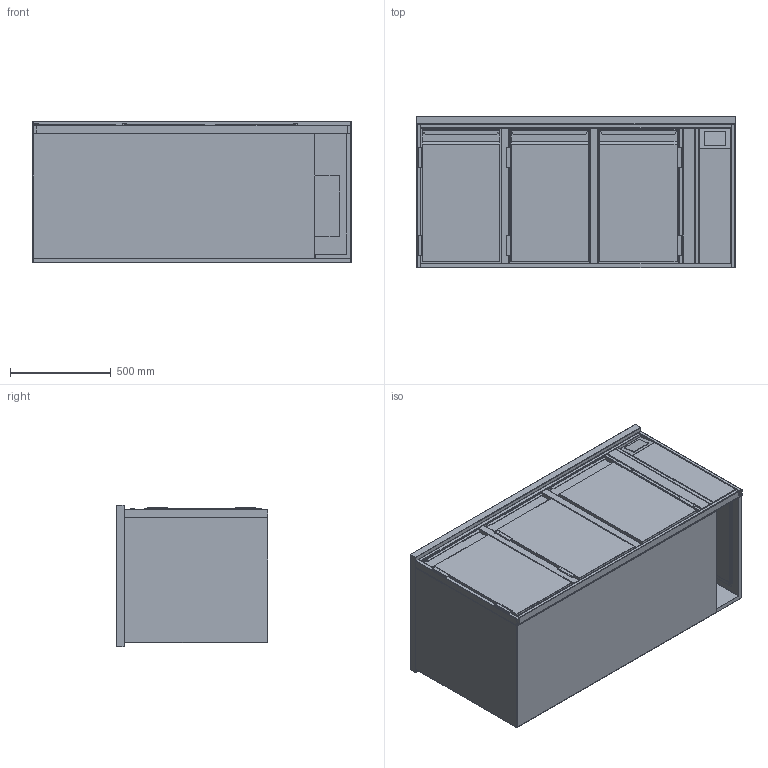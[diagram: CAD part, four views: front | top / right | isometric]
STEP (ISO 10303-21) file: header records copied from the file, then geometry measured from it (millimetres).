
FILE_DESCRIPTION (( 'STEP AP214' ), '1' );
FILE_NAME ('SZ-3-71-Z-R-3T-V03_54.step', '2025-02-25T08:33:04', ( '' ), ( '' ), 'SwSTEP 2.0', 'SolidWorks 2023', '' );
FILE_SCHEMA (( 'AUTOMOTIVE_DESIGN' ));
Length unit declared in the file: millimetre
Products named in the file (12): 25-02-56863_Oberplatte-1580-700-40-R; 20-03-43319_G-SA-Einbauelement-Tür-400-660-710-L; 18-06-35404_TUER-385-655-L; 25-02-56864_G-SA-Korpus-1400-660-710-R; 21-01-47566_G-SA-FRR-710-1580--1400B-1SV60-180; 20-03-43331_G-KT-Auflage-400-660-mit-Rost; 18-06-35404_TUER-385-655-R; 20-03-43331_G-KT-Auflage-400-660-Ohne-Rost; 24-02-55011_G-KT-Fach-Z-R-180-660-710; SZ-3-71-Z-R-3T-V03_54; 20-03-43318_G-KT-Rahmen-Tür-400-710; 20-03-43319_G-SA-Einbauelement-Tür-400-660-710-R
Assembly tree (15 placements, depth 3):
  SZ-3-71-Z-R-3T-V03_54
    25-02-56864_G-SA-Korpus-1400-660-710-R
    21-01-47566_G-SA-FRR-710-1580--1400B-1SV60-180
    24-02-55011_G-KT-Fach-Z-R-180-660-710
    20-03-43319_G-SA-Einbauelement-Tür-400-660-710-L  x2
      20-03-43318_G-KT-Rahmen-Tür-400-710
      18-06-35404_TUER-385-655-L
      20-03-43331_G-KT-Auflage-400-660-Ohne-Rost
      20-03-43331_G-KT-Auflage-400-660-mit-Rost
    20-03-43319_G-SA-Einbauelement-Tür-400-660-710-R
      20-03-43318_G-KT-Rahmen-Tür-400-710
      18-06-35404_TUER-385-655-R
      20-03-43331_G-KT-Auflage-400-660-Ohne-Rost
      20-03-43331_G-KT-Auflage-400-660-mit-Rost
    25-02-56863_Oberplatte-1580-700-40-R
Bounding box: 1581 x 750 x 700 mm (x, y, z)
Volume: 199021622.5 mm3; surface area: 18224871.9 mm2
Topology: 44 solids, 44 shells, 2389 faces, 6352 edges, 4028 vertices
Faces by surface type: cylinder 1478, plane 772, torus 48, sphere 46, bspline 45
Entity records: 38045 total; most frequent: CARTESIAN_POINT 7304, DIRECTION 6485, ORIENTED_EDGE 6074, EDGE_CURVE 3037, AXIS2_PLACEMENT_3D 2379, VERTEX_POINT 1922, LINE 1727, VECTOR 1727
